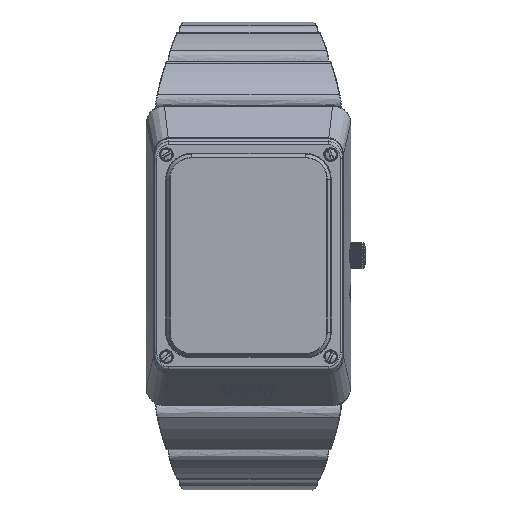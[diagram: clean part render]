
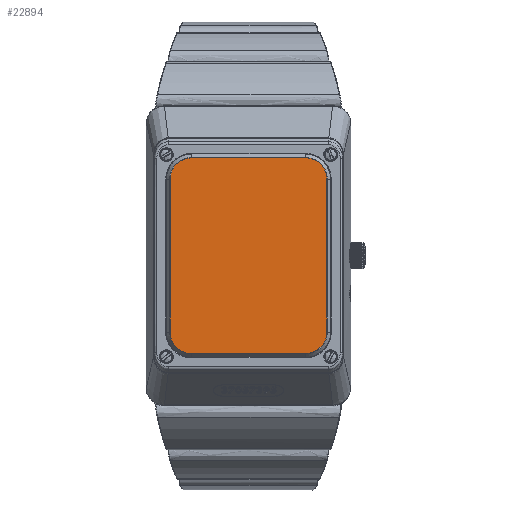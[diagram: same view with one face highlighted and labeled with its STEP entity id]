
A CAD part, top view. The second image highlights one B-rep face of the part: STEP entity #22894.
In plain terms, the highlighted free-form (B-spline) face has degree [1, 1] with [2, 2] control points.
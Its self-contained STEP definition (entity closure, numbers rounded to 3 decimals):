
#22894 = ADVANCED_FACE('',(#22895),#22957,.T.);
#22895 = FACE_BOUND('',#22896,.T.);
#22896 = EDGE_LOOP('',(#22897,#22906,#22914,#22921,#22929,#22936,#22944,
    #22951));
#22897 = ORIENTED_EDGE('',*,*,#22898,.F.);
#22898 = EDGE_CURVE('',#22899,#22901,#22903,.T.);
#22899 = VERTEX_POINT('',#22900);
#22900 = CARTESIAN_POINT('',(15.087,14.693,
    0.486));
#22901 = VERTEX_POINT('',#22902);
#22902 = CARTESIAN_POINT('',(15.087,-14.693,
    0.486));
#22903 = B_SPLINE_CURVE_WITH_KNOTS('',1,(#22904,#22905),.UNSPECIFIED.,
  .F.,.F.,(2,2),(-12.1,12.1),.PIECEWISE_BEZIER_KNOTS.);
#22904 = CARTESIAN_POINT('',(15.087,14.693,
    0.486));
#22905 = CARTESIAN_POINT('',(15.087,-14.693,
    0.486));
#22906 = ORIENTED_EDGE('',*,*,#22907,.T.);
#22907 = EDGE_CURVE('',#22899,#22908,#22910,.T.);
#22908 = VERTEX_POINT('',#22909);
#22909 = CARTESIAN_POINT('',(10.989,18.791,
    0.486));
#22910 = ( BOUNDED_CURVE() B_SPLINE_CURVE(2,(#22911,#22912,#22913),
.UNSPECIFIED.,.F.,.F.) B_SPLINE_CURVE_WITH_KNOTS((3,3),(0.,1.571
),.PIECEWISE_BEZIER_KNOTS.) CURVE() GEOMETRIC_REPRESENTATION_ITEM() 
RATIONAL_B_SPLINE_CURVE((1.,0.707,1.)) REPRESENTATION_ITEM('') 
  );
#22911 = CARTESIAN_POINT('',(15.087,14.693,
    0.486));
#22912 = CARTESIAN_POINT('',(15.087,18.791,
    0.486));
#22913 = CARTESIAN_POINT('',(10.989,18.791,
    0.486));
#22914 = ORIENTED_EDGE('',*,*,#22915,.T.);
#22915 = EDGE_CURVE('',#22908,#22916,#22918,.T.);
#22916 = VERTEX_POINT('',#22917);
#22917 = CARTESIAN_POINT('',(-10.989,18.791,
    0.486));
#22918 = B_SPLINE_CURVE_WITH_KNOTS('',1,(#22919,#22920),.UNSPECIFIED.,
  .F.,.F.,(2,2),(-9.05,9.05),.PIECEWISE_BEZIER_KNOTS.);
#22919 = CARTESIAN_POINT('',(10.989,18.791,
    0.486));
#22920 = CARTESIAN_POINT('',(-10.989,18.791,
    0.486));
#22921 = ORIENTED_EDGE('',*,*,#22922,.T.);
#22922 = EDGE_CURVE('',#22916,#22923,#22925,.T.);
#22923 = VERTEX_POINT('',#22924);
#22924 = CARTESIAN_POINT('',(-15.087,14.693,0.486
    ));
#22925 = ( BOUNDED_CURVE() B_SPLINE_CURVE(2,(#22926,#22927,#22928),
.UNSPECIFIED.,.F.,.F.) B_SPLINE_CURVE_WITH_KNOTS((3,3),(1.571,
3.142),.PIECEWISE_BEZIER_KNOTS.) CURVE() 
GEOMETRIC_REPRESENTATION_ITEM() RATIONAL_B_SPLINE_CURVE((1.,
0.707,1.)) REPRESENTATION_ITEM('') );
#22926 = CARTESIAN_POINT('',(-10.989,18.791,
    0.486));
#22927 = CARTESIAN_POINT('',(-15.087,18.791,
    0.486));
#22928 = CARTESIAN_POINT('',(-15.087,14.693,
    0.486));
#22929 = ORIENTED_EDGE('',*,*,#22930,.T.);
#22930 = EDGE_CURVE('',#22923,#22931,#22933,.T.);
#22931 = VERTEX_POINT('',#22932);
#22932 = CARTESIAN_POINT('',(-15.087,-14.693,
    0.486));
#22933 = B_SPLINE_CURVE_WITH_KNOTS('',1,(#22934,#22935),.UNSPECIFIED.,
  .F.,.F.,(2,2),(-12.1,12.1),.PIECEWISE_BEZIER_KNOTS.);
#22934 = CARTESIAN_POINT('',(-15.087,14.693,
    0.486));
#22935 = CARTESIAN_POINT('',(-15.087,-14.693,
    0.486));
#22936 = ORIENTED_EDGE('',*,*,#22937,.T.);
#22937 = EDGE_CURVE('',#22931,#22938,#22940,.T.);
#22938 = VERTEX_POINT('',#22939);
#22939 = CARTESIAN_POINT('',(-10.989,-18.791,
    0.486));
#22940 = ( BOUNDED_CURVE() B_SPLINE_CURVE(2,(#22941,#22942,#22943),
.UNSPECIFIED.,.F.,.F.) B_SPLINE_CURVE_WITH_KNOTS((3,3),(3.142,
4.712),.PIECEWISE_BEZIER_KNOTS.) CURVE() 
GEOMETRIC_REPRESENTATION_ITEM() RATIONAL_B_SPLINE_CURVE((1.,
0.707,1.)) REPRESENTATION_ITEM('') );
#22941 = CARTESIAN_POINT('',(-15.087,-14.693,
    0.486));
#22942 = CARTESIAN_POINT('',(-15.087,-18.791,
    0.486));
#22943 = CARTESIAN_POINT('',(-10.989,-18.791,
    0.486));
#22944 = ORIENTED_EDGE('',*,*,#22945,.T.);
#22945 = EDGE_CURVE('',#22938,#22946,#22948,.T.);
#22946 = VERTEX_POINT('',#22947);
#22947 = CARTESIAN_POINT('',(10.989,-18.791,
    0.486));
#22948 = B_SPLINE_CURVE_WITH_KNOTS('',1,(#22949,#22950),.UNSPECIFIED.,
  .F.,.F.,(2,2),(-9.05,9.05),.PIECEWISE_BEZIER_KNOTS.);
#22949 = CARTESIAN_POINT('',(-10.989,-18.791,
    0.486));
#22950 = CARTESIAN_POINT('',(10.989,-18.791,
    0.486));
#22951 = ORIENTED_EDGE('',*,*,#22952,.T.);
#22952 = EDGE_CURVE('',#22946,#22901,#22953,.T.);
#22953 = ( BOUNDED_CURVE() B_SPLINE_CURVE(2,(#22954,#22955,#22956),
.UNSPECIFIED.,.F.,.F.) B_SPLINE_CURVE_WITH_KNOTS((3,3),(4.712,
6.283),.PIECEWISE_BEZIER_KNOTS.) CURVE() 
GEOMETRIC_REPRESENTATION_ITEM() RATIONAL_B_SPLINE_CURVE((1.,
0.707,1.)) REPRESENTATION_ITEM('') );
#22954 = CARTESIAN_POINT('',(10.989,-18.791,
    0.486));
#22955 = CARTESIAN_POINT('',(15.087,-18.791,
    0.486));
#22956 = CARTESIAN_POINT('',(15.087,-14.693,
    0.486));
#22957 = B_SPLINE_SURFACE_WITH_KNOTS('',1,1,(
    (#22958,#22959)
    ,(#22960,#22961
    )),.UNSPECIFIED.,.F.,.F.,.F.,(2,2),(2,2),(-12.425,
    12.425),(-15.475,15.475),
  .PIECEWISE_BEZIER_KNOTS.);
#22958 = CARTESIAN_POINT('',(-15.087,-18.791,
    0.486));
#22959 = CARTESIAN_POINT('',(-15.087,18.791,
    0.486));
#22960 = CARTESIAN_POINT('',(15.087,-18.791,
    0.486));
#22961 = CARTESIAN_POINT('',(15.087,18.791,
    0.486));
